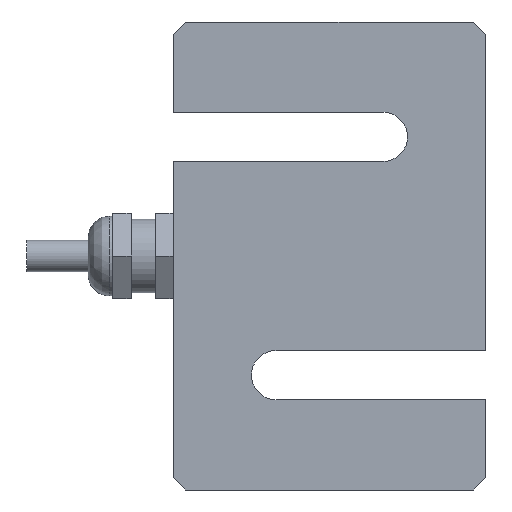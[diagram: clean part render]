
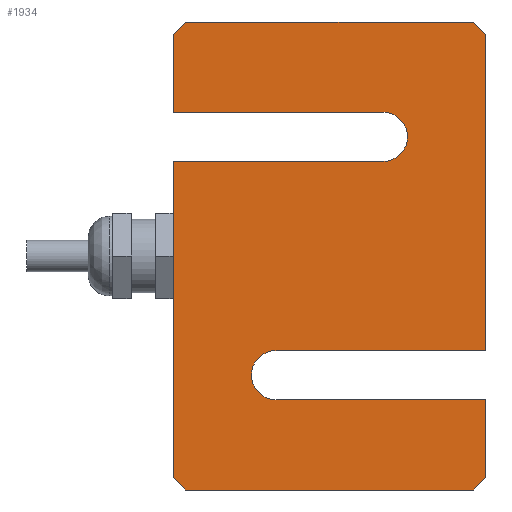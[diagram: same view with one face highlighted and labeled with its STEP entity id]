
A CAD part, front view. The second image highlights one B-rep face of the part: STEP entity #1934.
In plain terms, the highlighted planar face has unit normal (0, -1, 0).
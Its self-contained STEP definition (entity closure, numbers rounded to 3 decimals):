
#179=PLANE('',#2082);
#284=FACE_OUTER_BOUND('',#402,.T.);
#402=EDGE_LOOP('',(#1663,#1664,#1665,#1666,#1667,#1668,#1669,#1670,#1671,
#1672,#1673,#1674,#1675,#1676,#1677,#1678));
#519=LINE('',#7130,#659);
#524=LINE('',#8911,#664);
#529=LINE('',#8921,#669);
#530=LINE('',#8924,#670);
#531=LINE('',#8926,#671);
#532=LINE('',#8930,#672);
#533=LINE('',#8932,#673);
#534=LINE('',#8933,#674);
#535=LINE('',#8935,#675);
#536=LINE('',#8937,#676);
#537=LINE('',#8939,#677);
#538=LINE('',#8943,#678);
#539=LINE('',#8945,#679);
#540=LINE('',#8946,#680);
#659=VECTOR('',#2413,10.);
#664=VECTOR('',#2428,10.);
#669=VECTOR('',#2437,10.);
#670=VECTOR('',#2440,10.);
#671=VECTOR('',#2441,10.);
#672=VECTOR('',#2444,10.);
#673=VECTOR('',#2445,10.);
#674=VECTOR('',#2446,10.);
#675=VECTOR('',#2447,10.);
#676=VECTOR('',#2448,10.);
#677=VECTOR('',#2449,10.);
#678=VECTOR('',#2452,10.);
#679=VECTOR('',#2453,10.);
#680=VECTOR('',#2454,10.);
#732=CIRCLE('',#2083,4.);
#733=CIRCLE('',#2084,4.);
#887=VERTEX_POINT('',#7126);
#889=VERTEX_POINT('',#7129);
#895=VERTEX_POINT('',#8907);
#897=VERTEX_POINT('',#8910);
#900=VERTEX_POINT('',#8919);
#901=VERTEX_POINT('',#8923);
#902=VERTEX_POINT('',#8925);
#903=VERTEX_POINT('',#8927);
#904=VERTEX_POINT('',#8929);
#905=VERTEX_POINT('',#8931);
#906=VERTEX_POINT('',#8934);
#907=VERTEX_POINT('',#8936);
#908=VERTEX_POINT('',#8938);
#909=VERTEX_POINT('',#8940);
#910=VERTEX_POINT('',#8942);
#911=VERTEX_POINT('',#8944);
#1143=EDGE_CURVE('',#889,#887,#519,.T.);
#1160=EDGE_CURVE('',#897,#895,#524,.T.);
#1165=EDGE_CURVE('',#900,#895,#529,.T.);
#1166=EDGE_CURVE('',#900,#901,#530,.T.);
#1167=EDGE_CURVE('',#901,#902,#531,.T.);
#1168=EDGE_CURVE('',#902,#903,#732,.T.);
#1169=EDGE_CURVE('',#903,#904,#532,.T.);
#1170=EDGE_CURVE('',#904,#905,#533,.T.);
#1171=EDGE_CURVE('',#889,#905,#534,.T.);
#1172=EDGE_CURVE('',#906,#887,#535,.T.);
#1173=EDGE_CURVE('',#906,#907,#536,.T.);
#1174=EDGE_CURVE('',#907,#908,#537,.T.);
#1175=EDGE_CURVE('',#908,#909,#733,.T.);
#1176=EDGE_CURVE('',#909,#910,#538,.T.);
#1177=EDGE_CURVE('',#910,#911,#539,.T.);
#1178=EDGE_CURVE('',#897,#911,#540,.T.);
#1663=ORIENTED_EDGE('',*,*,#1165,.F.);
#1664=ORIENTED_EDGE('',*,*,#1166,.T.);
#1665=ORIENTED_EDGE('',*,*,#1167,.T.);
#1666=ORIENTED_EDGE('',*,*,#1168,.T.);
#1667=ORIENTED_EDGE('',*,*,#1169,.T.);
#1668=ORIENTED_EDGE('',*,*,#1170,.T.);
#1669=ORIENTED_EDGE('',*,*,#1171,.F.);
#1670=ORIENTED_EDGE('',*,*,#1143,.T.);
#1671=ORIENTED_EDGE('',*,*,#1172,.F.);
#1672=ORIENTED_EDGE('',*,*,#1173,.T.);
#1673=ORIENTED_EDGE('',*,*,#1174,.T.);
#1674=ORIENTED_EDGE('',*,*,#1175,.T.);
#1675=ORIENTED_EDGE('',*,*,#1176,.T.);
#1676=ORIENTED_EDGE('',*,*,#1177,.T.);
#1677=ORIENTED_EDGE('',*,*,#1178,.F.);
#1678=ORIENTED_EDGE('',*,*,#1160,.T.);
#1934=ADVANCED_FACE('',(#284),#179,.F.);
#2082=AXIS2_PLACEMENT_3D('',#8922,#2438,#2439);
#2083=AXIS2_PLACEMENT_3D('',#8928,#2442,#2443);
#2084=AXIS2_PLACEMENT_3D('',#8941,#2450,#2451);
#2413=DIRECTION('',(1.,0.,0.));
#2428=DIRECTION('',(-1.,0.,0.));
#2437=DIRECTION('',(0.707,0.,0.707));
#2438=DIRECTION('center_axis',(0.,1.,0.));
#2439=DIRECTION('ref_axis',(1.,0.,0.));
#2440=DIRECTION('',(0.,0.,-1.));
#2441=DIRECTION('',(1.,0.,0.));
#2442=DIRECTION('center_axis',(0.,1.,0.));
#2443=DIRECTION('ref_axis',(0.,0.,1.));
#2444=DIRECTION('',(-1.,0.,0.));
#2445=DIRECTION('',(0.,0.,-1.));
#2446=DIRECTION('',(-0.707,0.,0.707));
#2447=DIRECTION('',(-0.707,0.,-0.707));
#2448=DIRECTION('',(0.,0.,1.));
#2449=DIRECTION('',(-1.,0.,0.));
#2450=DIRECTION('center_axis',(0.,1.,0.));
#2451=DIRECTION('ref_axis',(0.,0.,-1.));
#2452=DIRECTION('',(1.,0.,0.));
#2453=DIRECTION('',(0.,0.,1.));
#2454=DIRECTION('',(0.707,0.,-0.707));
#7126=CARTESIAN_POINT('',(23.4,-14.097,-38.1));
#7129=CARTESIAN_POINT('',(-23.4,-14.097,-38.1));
#7130=CARTESIAN_POINT('',(-25.4,-14.097,-38.1));
#8907=CARTESIAN_POINT('',(-23.4,-14.097,38.1));
#8910=CARTESIAN_POINT('',(23.4,-14.097,38.1));
#8911=CARTESIAN_POINT('',(25.4,-14.097,38.1));
#8919=CARTESIAN_POINT('',(-25.4,-14.097,36.1));
#8921=CARTESIAN_POINT('',(-27.575,-14.097,33.925));
#8922=CARTESIAN_POINT('Origin',(0.,-14.097,0.));
#8923=CARTESIAN_POINT('',(-25.4,-14.097,23.4));
#8924=CARTESIAN_POINT('',(-25.4,-14.097,38.1));
#8925=CARTESIAN_POINT('',(8.7,-14.097,23.4));
#8926=CARTESIAN_POINT('',(-25.4,-14.097,23.4));
#8927=CARTESIAN_POINT('',(8.7,-14.097,15.4));
#8928=CARTESIAN_POINT('Origin',(8.7,-14.097,19.4));
#8929=CARTESIAN_POINT('',(-25.4,-14.097,15.4));
#8930=CARTESIAN_POINT('',(-25.4,-14.097,15.4));
#8931=CARTESIAN_POINT('',(-25.4,-14.097,-36.1));
#8932=CARTESIAN_POINT('',(-25.4,-14.097,38.1));
#8933=CARTESIAN_POINT('',(-27.575,-14.097,-33.925));
#8934=CARTESIAN_POINT('',(25.4,-14.097,-36.1));
#8935=CARTESIAN_POINT('',(27.575,-14.097,-33.925));
#8936=CARTESIAN_POINT('',(25.4,-14.097,-23.4));
#8937=CARTESIAN_POINT('',(25.4,-14.097,-38.1));
#8938=CARTESIAN_POINT('',(-8.7,-14.097,-23.4));
#8939=CARTESIAN_POINT('',(25.4,-14.097,-23.4));
#8940=CARTESIAN_POINT('',(-8.7,-14.097,-15.4));
#8941=CARTESIAN_POINT('Origin',(-8.7,-14.097,-19.4));
#8942=CARTESIAN_POINT('',(25.4,-14.097,-15.4));
#8943=CARTESIAN_POINT('',(25.4,-14.097,-15.4));
#8944=CARTESIAN_POINT('',(25.4,-14.097,36.1));
#8945=CARTESIAN_POINT('',(25.4,-14.097,-38.1));
#8946=CARTESIAN_POINT('',(27.575,-14.097,33.925));
